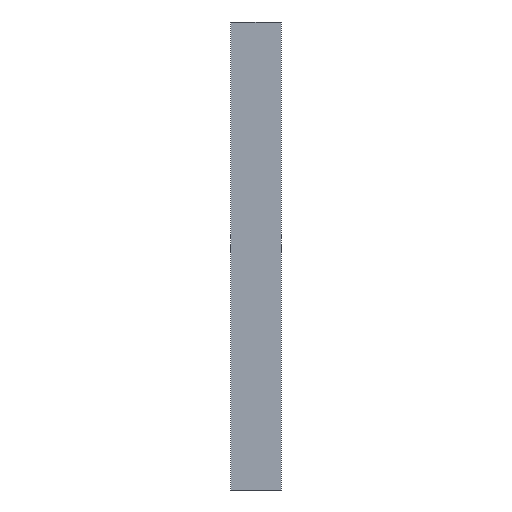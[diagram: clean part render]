
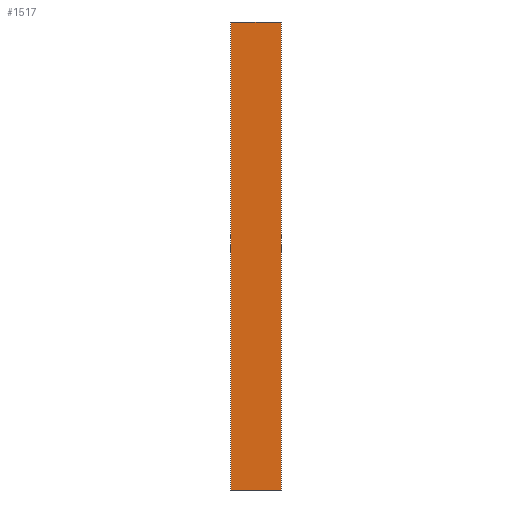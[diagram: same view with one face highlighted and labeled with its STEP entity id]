
A CAD part, front view. The second image highlights one B-rep face of the part: STEP entity #1517.
In plain terms, the highlighted planar face has unit normal (0, -1, 0).
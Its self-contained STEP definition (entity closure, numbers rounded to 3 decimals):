
#66 = LINE ( 'NONE', #1883, #123 ) ;
#77 = EDGE_LOOP ( 'NONE', ( #1465, #758, #1714, #1432 ) ) ;
#118 = LINE ( 'NONE', #791, #1254 ) ;
#123 = VECTOR ( 'NONE', #730, 1000. ) ;
#157 = CARTESIAN_POINT ( 'NONE',  ( 0., 0., 1000. ) ) ;
#191 = FACE_OUTER_BOUND ( 'NONE', #77, .T. ) ;
#202 = AXIS2_PLACEMENT_3D ( 'NONE', #2046, #555, #524 ) ;
#237 = EDGE_CURVE ( 'NONE', #1164, #1395, #66, .T. ) ;
#471 = DIRECTION ( 'NONE',  ( 0., 0., -1. ) ) ;
#495 = CARTESIAN_POINT ( 'NONE',  ( -54.25, 0., 1000. ) ) ;
#524 = DIRECTION ( 'NONE',  ( -1., 0., 0. ) ) ;
#547 = PLANE ( 'NONE',  #202 ) ;
#555 = DIRECTION ( 'NONE',  ( 0., 1., 0. ) ) ;
#730 = DIRECTION ( 'NONE',  ( 0., 0., -1. ) ) ;
#758 = ORIENTED_EDGE ( 'NONE', *, *, #237, .F. ) ;
#772 = VERTEX_POINT ( 'NONE', #1025 ) ;
#791 = CARTESIAN_POINT ( 'NONE',  ( 0., 0., 0. ) ) ;
#816 = LINE ( 'NONE', #495, #1320 ) ;
#1025 = CARTESIAN_POINT ( 'NONE',  ( -54.25, 0., 0. ) ) ;
#1145 = LINE ( 'NONE', #157, #1384 ) ;
#1164 = VERTEX_POINT ( 'NONE', #1516 ) ;
#1254 = VECTOR ( 'NONE', #1452, 1000. ) ;
#1320 = VECTOR ( 'NONE', #471, 1000. ) ;
#1333 = CARTESIAN_POINT ( 'NONE',  ( 54.25, 0., 0. ) ) ;
#1384 = VECTOR ( 'NONE', #1645, 1000. ) ;
#1395 = VERTEX_POINT ( 'NONE', #1333 ) ;
#1432 = ORIENTED_EDGE ( 'NONE', *, *, #1745, .T. ) ;
#1443 = VERTEX_POINT ( 'NONE', #1533 ) ;
#1452 = DIRECTION ( 'NONE',  ( 1., 0., 0. ) ) ;
#1465 = ORIENTED_EDGE ( 'NONE', *, *, #2030, .T. ) ;
#1516 = CARTESIAN_POINT ( 'NONE',  ( 54.25, 0., 1000. ) ) ;
#1517 = ADVANCED_FACE ( 'NONE', ( #191 ), #547, .F. ) ;
#1533 = CARTESIAN_POINT ( 'NONE',  ( -54.25, 0., 1000. ) ) ;
#1645 = DIRECTION ( 'NONE',  ( 1., 0., 0. ) ) ;
#1690 = EDGE_CURVE ( 'NONE', #1443, #1164, #1145, .T. ) ;
#1714 = ORIENTED_EDGE ( 'NONE', *, *, #1690, .F. ) ;
#1745 = EDGE_CURVE ( 'NONE', #1443, #772, #816, .T. ) ;
#1883 = CARTESIAN_POINT ( 'NONE',  ( 54.25, 0., 1000. ) ) ;
#2030 = EDGE_CURVE ( 'NONE', #772, #1395, #118, .T. ) ;
#2046 = CARTESIAN_POINT ( 'NONE',  ( 0., 0., 1000. ) ) ;
